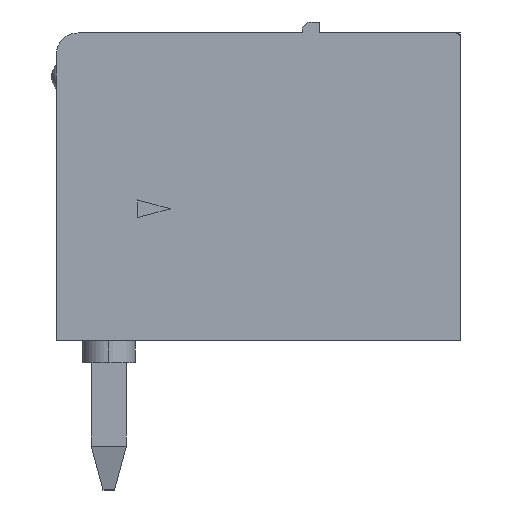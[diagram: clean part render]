
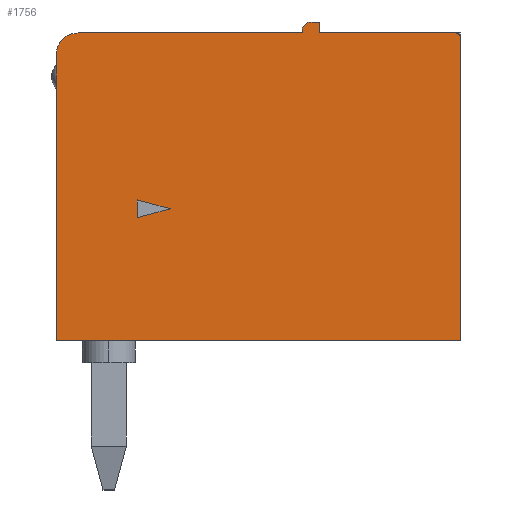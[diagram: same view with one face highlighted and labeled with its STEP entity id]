
A CAD part, left-side view. The second image highlights one B-rep face of the part: STEP entity #1756.
In plain terms, the highlighted planar face has unit normal (-1, 0, 0).
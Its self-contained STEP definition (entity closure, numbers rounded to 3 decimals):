
#266=CARTESIAN_POINT('',(-4.505,-8.,0.));
#267=VERTEX_POINT('',#266);
#316=CARTESIAN_POINT('',(-4.505,-8.,6.9));
#317=VERTEX_POINT('',#316);
#324=CARTESIAN_POINT('',(-4.505,-8.,6.9));
#325=DIRECTION('',(0.0,0.0,-1.0));
#326=VECTOR('',#325,6.9);
#327=LINE('',#324,#326);
#328=EDGE_CURVE('',#317,#267,#327,.T.);
#663=CARTESIAN_POINT('',(-4.505,-4.8,7.));
#664=VERTEX_POINT('',#663);
#679=CARTESIAN_POINT('',(-4.505,-4.8,7.25));
#680=VERTEX_POINT('',#679);
#687=CARTESIAN_POINT('',(-4.505,-4.8,7.25));
#688=DIRECTION('',(0.0,0.0,-1.0));
#689=VECTOR('',#688,0.25);
#690=LINE('',#687,#689);
#691=EDGE_CURVE('',#680,#664,#690,.T.);
#905=CARTESIAN_POINT('',(-4.505,-4.4,7.05));
#906=VERTEX_POINT('',#905);
#915=CARTESIAN_POINT('',(-4.505,-4.6,7.25));
#916=VERTEX_POINT('',#915);
#917=CARTESIAN_POINT('',(-4.505,-4.6,7.05));
#918=DIRECTION('',(-1.0,0.0,0.0));
#919=DIRECTION('',(0.0,-1.0,0.0));
#920=AXIS2_PLACEMENT_3D('',#917,#918,#919);
#921=CIRCLE('',#920,0.2);
#922=EDGE_CURVE('',#916,#906,#921,.T.);
#948=CARTESIAN_POINT('',(-4.505,-7.9,7.));
#949=VERTEX_POINT('',#948);
#950=CARTESIAN_POINT('',(-4.505,-4.8,7.));
#951=DIRECTION('',(0.0,-1.0,0.0));
#952=VECTOR('',#951,3.1);
#953=LINE('',#950,#952);
#954=EDGE_CURVE('',#664,#949,#953,.T.);
#1165=CARTESIAN_POINT('',(-4.505,-4.6,7.25));
#1166=DIRECTION('',(0.0,-1.0,0.0));
#1167=VECTOR('',#1166,0.2);
#1168=LINE('',#1165,#1167);
#1169=EDGE_CURVE('',#916,#680,#1168,.T.);
#1186=CARTESIAN_POINT('',(-4.505,1.2,6.5));
#1187=VERTEX_POINT('',#1186);
#1204=CARTESIAN_POINT('',(-4.505,1.2,0.));
#1205=VERTEX_POINT('',#1204);
#1212=CARTESIAN_POINT('',(-4.505,1.2,0.));
#1213=DIRECTION('',(0.0,0.0,1.0));
#1214=VECTOR('',#1213,6.5);
#1215=LINE('',#1212,#1214);
#1216=EDGE_CURVE('',#1205,#1187,#1215,.T.);
#1326=CARTESIAN_POINT('',(-4.505,-4.4,7.));
#1327=VERTEX_POINT('',#1326);
#1336=CARTESIAN_POINT('',(-4.505,-4.4,7.));
#1337=DIRECTION('',(0.0,0.0,1.0));
#1338=VECTOR('',#1337,0.05);
#1339=LINE('',#1336,#1338);
#1340=EDGE_CURVE('',#1327,#906,#1339,.T.);
#1427=CARTESIAN_POINT('',(-4.505,0.7,7.));
#1428=VERTEX_POINT('',#1427);
#1437=CARTESIAN_POINT('',(-4.505,0.7,7.));
#1438=DIRECTION('',(0.0,-1.0,0.0));
#1439=VECTOR('',#1438,5.1);
#1440=LINE('',#1437,#1439);
#1441=EDGE_CURVE('',#1428,#1327,#1440,.T.);
#1471=CARTESIAN_POINT('',(-4.505,0.7,6.5));
#1472=DIRECTION('',(-1.0,0.0,0.0));
#1473=DIRECTION('',(0.0,-1.0,0.0));
#1474=AXIS2_PLACEMENT_3D('',#1471,#1472,#1473);
#1475=CIRCLE('',#1474,0.5);
#1476=EDGE_CURVE('',#1428,#1187,#1475,.T.);
#1547=CARTESIAN_POINT('',(-4.505,-7.9,6.9));
#1548=DIRECTION('',(-1.0,0.0,0.0));
#1549=DIRECTION('',(0.0,-1.0,0.0));
#1550=AXIS2_PLACEMENT_3D('',#1547,#1548,#1549);
#1551=CIRCLE('',#1550,0.1);
#1552=EDGE_CURVE('',#317,#949,#1551,.T.);
#1629=CARTESIAN_POINT('',(-4.505,-0.65,3.201));
#1630=VERTEX_POINT('',#1629);
#1647=CARTESIAN_POINT('',(-4.505,-1.4,3.));
#1648=VERTEX_POINT('',#1647);
#1655=CARTESIAN_POINT('',(-4.505,-1.4,3.));
#1656=DIRECTION('',(0.0,0.966,0.259));
#1657=VECTOR('',#1656,0.776);
#1658=LINE('',#1655,#1657);
#1659=EDGE_CURVE('',#1648,#1630,#1658,.T.);
#1692=CARTESIAN_POINT('',(-4.505,-0.65,2.799));
#1693=VERTEX_POINT('',#1692);
#1702=CARTESIAN_POINT('',(-4.505,-0.65,3.201));
#1703=DIRECTION('',(0.0,0.0,-1.0));
#1704=VECTOR('',#1703,0.402);
#1705=LINE('',#1702,#1704);
#1706=EDGE_CURVE('',#1630,#1693,#1705,.T.);
#1719=CARTESIAN_POINT('',(-4.505,-0.65,2.799));
#1720=DIRECTION('',(0.0,-0.966,0.259));
#1721=VECTOR('',#1720,0.776);
#1722=LINE('',#1719,#1721);
#1723=EDGE_CURVE('',#1693,#1648,#1722,.T.);
#1728=CARTESIAN_POINT('',(-4.505,1.66,-0.363));
#1729=DIRECTION('',(-1.0,0.0,0.0));
#1730=DIRECTION('',(0.0,-1.0,0.0));
#1731=AXIS2_PLACEMENT_3D('',#1728,#1729,#1730);
#1732=PLANE('',#1731);
#1733=ORIENTED_EDGE('',*,*,#1216,.F.);
#1734=CARTESIAN_POINT('',(-4.505,1.2,0.));
#1735=DIRECTION('',(0.0,-1.0,0.0));
#1736=VECTOR('',#1735,9.2);
#1737=LINE('',#1734,#1736);
#1738=EDGE_CURVE('',#1205,#267,#1737,.T.);
#1739=ORIENTED_EDGE('',*,*,#1738,.T.);
#1740=ORIENTED_EDGE('',*,*,#328,.F.);
#1741=ORIENTED_EDGE('',*,*,#1552,.T.);
#1742=ORIENTED_EDGE('',*,*,#954,.F.);
#1743=ORIENTED_EDGE('',*,*,#691,.F.);
#1744=ORIENTED_EDGE('',*,*,#1169,.F.);
#1745=ORIENTED_EDGE('',*,*,#922,.T.);
#1746=ORIENTED_EDGE('',*,*,#1340,.F.);
#1747=ORIENTED_EDGE('',*,*,#1441,.F.);
#1748=ORIENTED_EDGE('',*,*,#1476,.T.);
#1749=EDGE_LOOP('',(#1733,#1739,#1740,#1741,#1742,#1743,#1744,#1745,#1746,#1747,#1748));
#1750=FACE_OUTER_BOUND('',#1749,.T.);
#1751=ORIENTED_EDGE('',*,*,#1706,.F.);
#1752=ORIENTED_EDGE('',*,*,#1659,.F.);
#1753=ORIENTED_EDGE('',*,*,#1723,.F.);
#1754=EDGE_LOOP('',(#1751,#1752,#1753));
#1755=FACE_BOUND('',#1754,.T.);
#1756=ADVANCED_FACE('',(#1750,#1755),#1732,.T.);
